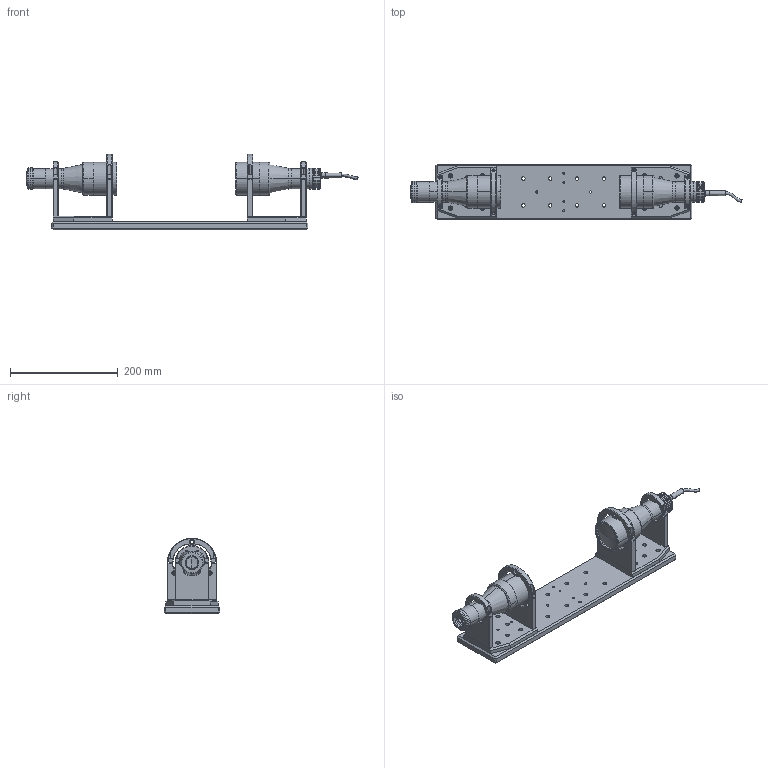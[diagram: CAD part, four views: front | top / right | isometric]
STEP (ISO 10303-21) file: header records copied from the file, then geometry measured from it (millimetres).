
FILE_DESCRIPTION (( 'STEP AP214' ), '1' );
FILE_NAME ('TCEV23036-G_b.STEP', '2017-03-16T11:48:30', ( '' ), ( '' ), 'SwSTEP 2.0', 'SolidWorks 2016', '' );
FILE_SCHEMA (( 'AUTOMOTIVE_DESIGN' ));
Length unit declared in the file: millimetre
Products named in the file (1): TCEV23036-G_b
Bounding box: 617.52 x 103 x 140.5 mm (x, y, z)
Surface area: 286022 mm2 (no closed solid volume)
Topology: 0 solids, 41 shells, 683 faces, 2054 edges, 1399 vertices
Faces by surface type: plane 284, cylinder 257, cone 118, torus 18, sphere 4, bspline 2
Entity records: 31358 total; most frequent: CARTESIAN_POINT 4821, DIRECTION 4209, ORIENTED_EDGE 3499, EDGE_CURVE 2048, AXIS2_PLACEMENT_3D 1575, VERTEX_POINT 1399, VECTOR 1059, LINE 1059
